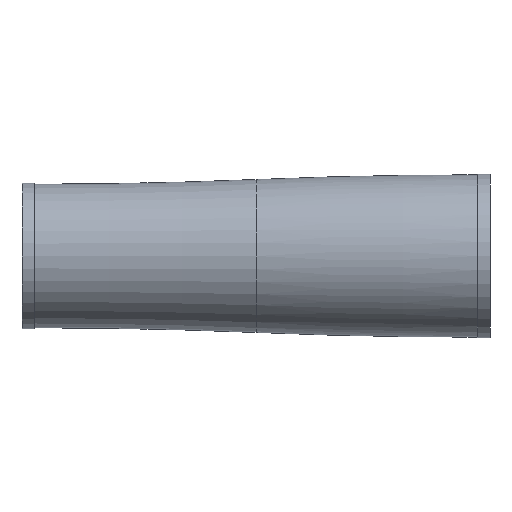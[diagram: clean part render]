
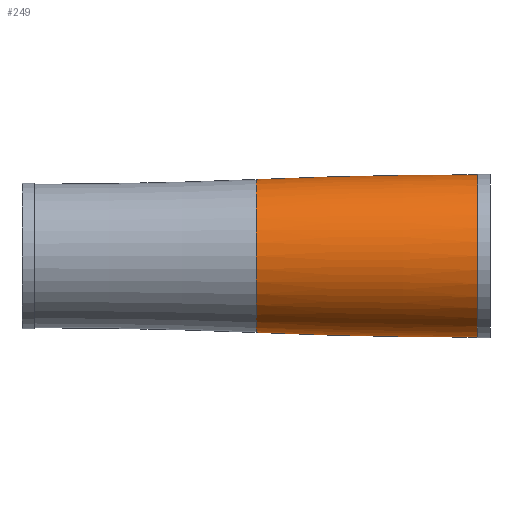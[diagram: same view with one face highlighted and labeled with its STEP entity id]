
A CAD part, front view. The second image highlights one B-rep face of the part: STEP entity #249.
In plain terms, the highlighted toroidal (fillet/blend) face has major radius 1593.59 mm and minor radius 1618.74 mm.
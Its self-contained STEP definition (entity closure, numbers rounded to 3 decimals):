
#27 = CARTESIAN_POINT ( 'NONE',  ( -4., 0., 25.15 ) ) ;
#34 = AXIS2_PLACEMENT_3D ( 'NONE', #326, #704, #879 ) ;
#51 = DIRECTION ( 'NONE',  ( 1., 0., 0. ) ) ;
#83 = ORIENTED_EDGE ( 'NONE', *, *, #473, .F. ) ;
#124 = FACE_OUTER_BOUND ( 'NONE', #138, .T. ) ;
#136 = CIRCLE ( 'NONE', #928, 23.7 ) ;
#138 = EDGE_LOOP ( 'NONE', ( #457, #744, #267, #83 ) ) ;
#148 = DIRECTION ( 'NONE',  ( 0., 0., -1. ) ) ;
#242 = CARTESIAN_POINT ( 'NONE',  ( -4., 0., 1593.592 ) ) ;
#249 = ADVANCED_FACE ( 'NONE', ( #124 ), #829, .T. ) ;
#267 = ORIENTED_EDGE ( 'NONE', *, *, #626, .T. ) ;
#307 = CARTESIAN_POINT ( 'NONE',  ( -72.5, 0., 23.7 ) ) ;
#312 = DIRECTION ( 'NONE',  ( 0., 0., 1. ) ) ;
#322 = DIRECTION ( 'NONE',  ( 0., 1., 0. ) ) ;
#326 = CARTESIAN_POINT ( 'NONE',  ( -4., 0., 0. ) ) ;
#327 = CARTESIAN_POINT ( 'NONE',  ( -4., 0., -1593.592 ) ) ;
#457 = ORIENTED_EDGE ( 'NONE', *, *, #961, .F. ) ;
#473 = EDGE_CURVE ( 'NONE', #774, #589, #593, .T. ) ;
#518 = DIRECTION ( 'NONE',  ( 0., -1., 0. ) ) ;
#525 = DIRECTION ( 'NONE',  ( 0., 0., -1. ) ) ;
#562 = VERTEX_POINT ( 'NONE', #874 ) ;
#577 = AXIS2_PLACEMENT_3D ( 'NONE', #327, #322, #312 ) ;
#589 = VERTEX_POINT ( 'NONE', #640 ) ;
#593 = CIRCLE ( 'NONE', #34, 25.15 ) ;
#626 = EDGE_CURVE ( 'NONE', #562, #589, #660, .T. ) ;
#640 = CARTESIAN_POINT ( 'NONE',  ( -4., 0., -25.15 ) ) ;
#660 = CIRCLE ( 'NONE', #882, 1618.742 ) ;
#676 = DIRECTION ( 'NONE',  ( 1., 0., 0. ) ) ;
#677 = EDGE_CURVE ( 'NONE', #987, #562, #136, .T. ) ;
#692 = AXIS2_PLACEMENT_3D ( 'NONE', #1094, #51, #525 ) ;
#704 = DIRECTION ( 'NONE',  ( 1., 0., 0. ) ) ;
#744 = ORIENTED_EDGE ( 'NONE', *, *, #677, .T. ) ;
#774 = VERTEX_POINT ( 'NONE', #27 ) ;
#829 = TOROIDAL_SURFACE ( 'NONE', #692, -1593.592, 1618.742 ) ;
#839 = CARTESIAN_POINT ( 'NONE',  ( -72.5, 0., 0. ) ) ;
#874 = CARTESIAN_POINT ( 'NONE',  ( -72.5, 0., -23.7 ) ) ;
#879 = DIRECTION ( 'NONE',  ( 0., 0., -1. ) ) ;
#882 = AXIS2_PLACEMENT_3D ( 'NONE', #242, #518, #148 ) ;
#928 = AXIS2_PLACEMENT_3D ( 'NONE', #839, #676, #1092 ) ;
#961 = EDGE_CURVE ( 'NONE', #987, #774, #993, .T. ) ;
#987 = VERTEX_POINT ( 'NONE', #307 ) ;
#993 = CIRCLE ( 'NONE', #577, 1618.742 ) ;
#1092 = DIRECTION ( 'NONE',  ( 0., 0., -1. ) ) ;
#1094 = CARTESIAN_POINT ( 'NONE',  ( -4., 0., 0. ) ) ;
